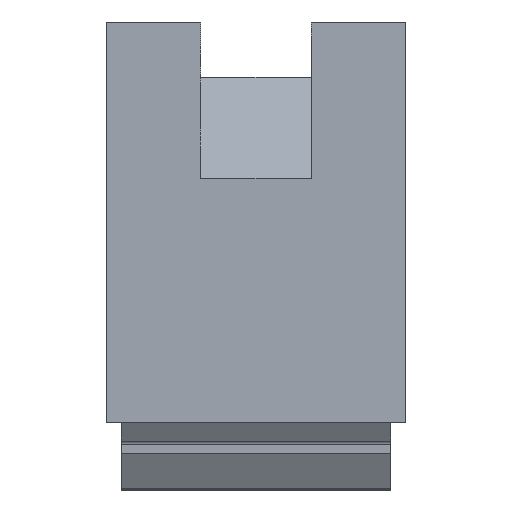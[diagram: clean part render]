
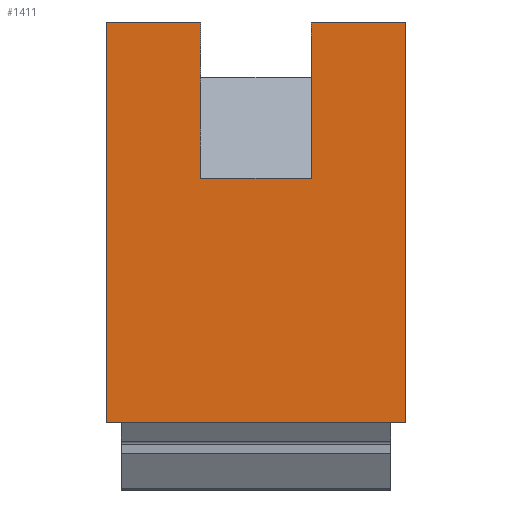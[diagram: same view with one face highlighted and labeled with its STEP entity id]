
A CAD part, front view. The second image highlights one B-rep face of the part: STEP entity #1411.
In plain terms, the highlighted planar face has unit normal (0, -1, 0).
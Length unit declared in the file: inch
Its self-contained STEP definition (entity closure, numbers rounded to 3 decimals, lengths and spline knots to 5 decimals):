
#17 = EDGE_CURVE ( 'NONE', #98, #1249, #807, .T. ) ;
#58 = FACE_OUTER_BOUND ( 'NONE', #1493, .T. ) ;
#68 = EDGE_CURVE ( 'NONE', #918, #98, #558, .T. ) ;
#91 = CARTESIAN_POINT ( 'NONE',  ( -0.049, -0.1355, 0.018 ) ) ;
#98 = VERTEX_POINT ( 'NONE', #1207 ) ;
#176 = CARTESIAN_POINT ( 'NONE',  ( 0.049, -0.1355, -0.113 ) ) ;
#185 = CARTESIAN_POINT ( 'NONE',  ( 0.049, -0.1355, 0.018 ) ) ;
#211 = VECTOR ( 'NONE', #1579, 39.37008 ) ;
#244 = VERTEX_POINT ( 'NONE', #1298 ) ;
#260 = CARTESIAN_POINT ( 'NONE',  ( 0.049, -0.1355, 0.018 ) ) ;
#276 = VECTOR ( 'NONE', #1520, 39.37008 ) ;
#307 = DIRECTION ( 'NONE',  ( 0., 0., -1. ) ) ;
#317 = EDGE_CURVE ( 'NONE', #394, #244, #1209, .T. ) ;
#331 = LINE ( 'NONE', #456, #1184 ) ;
#338 = LINE ( 'NONE', #699, #1264 ) ;
#379 = VERTEX_POINT ( 'NONE', #1138 ) ;
#394 = VERTEX_POINT ( 'NONE', #1253 ) ;
#456 = CARTESIAN_POINT ( 'NONE',  ( 0.049, -0.1355, -0.113 ) ) ;
#464 = LINE ( 'NONE', #824, #636 ) ;
#486 = EDGE_CURVE ( 'NONE', #1344, #394, #663, .T. ) ;
#538 = DIRECTION ( 'NONE',  ( 0., 0., -1. ) ) ;
#558 = LINE ( 'NONE', #185, #1258 ) ;
#562 = CARTESIAN_POINT ( 'NONE',  ( 0.018, -0.1355, -0.033 ) ) ;
#636 = VECTOR ( 'NONE', #1431, 39.37008 ) ;
#663 = LINE ( 'NONE', #788, #276 ) ;
#699 = CARTESIAN_POINT ( 'NONE',  ( -0.018, -0.1355, -0.033 ) ) ;
#727 = EDGE_CURVE ( 'NONE', #1344, #379, #338, .T. ) ;
#736 = EDGE_CURVE ( 'NONE', #379, #1249, #464, .T. ) ;
#777 = EDGE_CURVE ( 'NONE', #1418, #244, #331, .T. ) ;
#788 = CARTESIAN_POINT ( 'NONE',  ( 0.049, -0.1355, 0.018 ) ) ;
#790 = ORIENTED_EDGE ( 'NONE', *, *, #777, .F. ) ;
#807 = LINE ( 'NONE', #1443, #211 ) ;
#824 = CARTESIAN_POINT ( 'NONE',  ( -0.018, -0.1355, -0.033 ) ) ;
#844 = ORIENTED_EDGE ( 'NONE', *, *, #317, .T. ) ;
#851 = ORIENTED_EDGE ( 'NONE', *, *, #1095, .F. ) ;
#861 = ORIENTED_EDGE ( 'NONE', *, *, #736, .F. ) ;
#918 = VERTEX_POINT ( 'NONE', #1324 ) ;
#959 = DIRECTION ( 'NONE',  ( -1., 0., 0. ) ) ;
#983 = VECTOR ( 'NONE', #307, 39.37008 ) ;
#1013 = LINE ( 'NONE', #260, #1102 ) ;
#1041 = ORIENTED_EDGE ( 'NONE', *, *, #486, .T. ) ;
#1046 = PLANE ( 'NONE',  #1473 ) ;
#1057 = DIRECTION ( 'NONE',  ( -1., 0., 0. ) ) ;
#1058 = CARTESIAN_POINT ( 'NONE',  ( 0.049, -0.1355, 0.018 ) ) ;
#1095 = EDGE_CURVE ( 'NONE', #918, #1418, #1013, .T. ) ;
#1102 = VECTOR ( 'NONE', #538, 39.37008 ) ;
#1138 = CARTESIAN_POINT ( 'NONE',  ( -0.018, -0.1355, -0.033 ) ) ;
#1184 = VECTOR ( 'NONE', #959, 39.37008 ) ;
#1190 = DIRECTION ( 'NONE',  ( 0., 0., 1. ) ) ;
#1207 = CARTESIAN_POINT ( 'NONE',  ( 0.018, -0.1355, 0.018 ) ) ;
#1209 = LINE ( 'NONE', #91, #983 ) ;
#1249 = VERTEX_POINT ( 'NONE', #562 ) ;
#1253 = CARTESIAN_POINT ( 'NONE',  ( -0.049, -0.1355, 0.018 ) ) ;
#1258 = VECTOR ( 'NONE', #1057, 39.37008 ) ;
#1264 = VECTOR ( 'NONE', #1450, 39.37008 ) ;
#1268 = ORIENTED_EDGE ( 'NONE', *, *, #68, .T. ) ;
#1297 = DIRECTION ( 'NONE',  ( 0., 1., 0. ) ) ;
#1298 = CARTESIAN_POINT ( 'NONE',  ( -0.049, -0.1355, -0.113 ) ) ;
#1324 = CARTESIAN_POINT ( 'NONE',  ( 0.049, -0.1355, 0.018 ) ) ;
#1344 = VERTEX_POINT ( 'NONE', #1444 ) ;
#1411 = ADVANCED_FACE ( 'NONE', ( #58 ), #1046, .F. ) ;
#1418 = VERTEX_POINT ( 'NONE', #176 ) ;
#1431 = DIRECTION ( 'NONE',  ( 1., 0., 0. ) ) ;
#1443 = CARTESIAN_POINT ( 'NONE',  ( 0.018, -0.1355, -0.033 ) ) ;
#1444 = CARTESIAN_POINT ( 'NONE',  ( -0.018, -0.1355, 0.018 ) ) ;
#1450 = DIRECTION ( 'NONE',  ( 0., 0., -1. ) ) ;
#1473 = AXIS2_PLACEMENT_3D ( 'NONE', #1058, #1297, #1190 ) ;
#1481 = ORIENTED_EDGE ( 'NONE', *, *, #17, .T. ) ;
#1493 = EDGE_LOOP ( 'NONE', ( #1503, #1041, #844, #790, #851, #1268, #1481, #861 ) ) ;
#1503 = ORIENTED_EDGE ( 'NONE', *, *, #727, .F. ) ;
#1520 = DIRECTION ( 'NONE',  ( -1., 0., 0. ) ) ;
#1579 = DIRECTION ( 'NONE',  ( 0., 0., -1. ) ) ;
